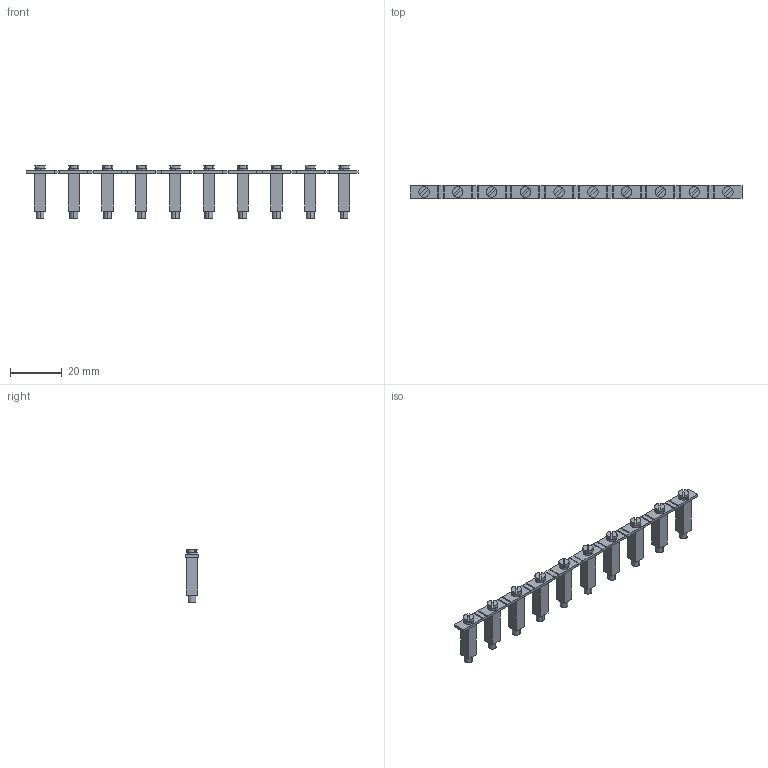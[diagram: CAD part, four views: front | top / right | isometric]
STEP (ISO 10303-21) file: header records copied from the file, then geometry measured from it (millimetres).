
FILE_DESCRIPTION(('Creo Elements/Direct Modeling STEP Export'),'2;1');
FILE_NAME('model.stp','2018-01-19T 0:15:23',(''),(''),'Creo Elements/Direct Modeling STEP processor for AP214 (Solid Model)','Creo Elements/Direct Modeling 18.1I 14-Aug-2016 (C) Parametric Technology GmbH','');
FILE_SCHEMA(('AUTOMOTIVE_DESIGN { 1 0 10303 214 1 1 1 1 }'));
Length unit declared in the file: millimetre
Products named in the file (2): FB_10_13_ISO-select
Assembly tree (1 placements, depth 2):
  FB_10_13_ISO-select
    FB_10_13_ISO-select
Bounding box: 127.8 x 5 x 20.7 mm (x, y, z)
Volume: 3758.3 mm3; surface area: 4711 mm2
Topology: 1 solids, 1 shells, 294 faces, 766 edges, 514 vertices
Faces by surface type: plane 234, cylinder 60
Entity records: 10379 total; most frequent: ORIENTED_EDGE 1532, CARTESIAN_POINT 1358, DIRECTION 1164, EDGE_CURVE 766, VECTOR 524, LINE 524, VERTEX_POINT 514, EDGE_LOOP 334
